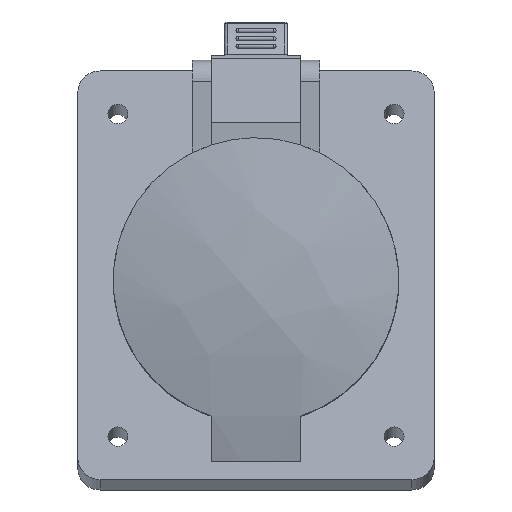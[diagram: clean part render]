
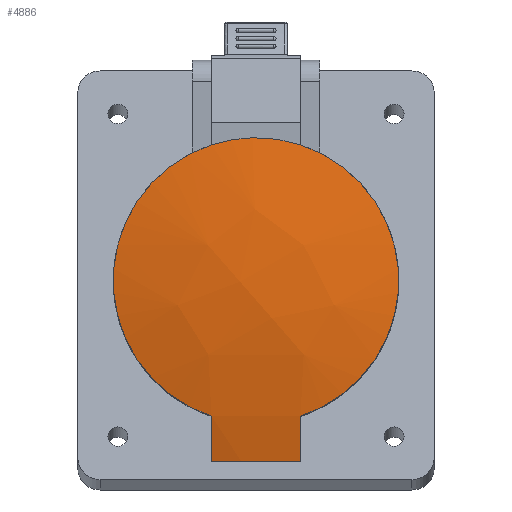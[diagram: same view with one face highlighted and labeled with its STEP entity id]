
A CAD part, top view. The second image highlights one B-rep face of the part: STEP entity #4886.
In plain terms, the highlighted free-form (B-spline) face has degree [3, 3] with [4, 4] control points.
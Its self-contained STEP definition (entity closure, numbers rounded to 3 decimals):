
#293 = CARTESIAN_POINT ( 'NONE',  ( -8.51, 31.3, 39.886 ) ) ;
#462 = CARTESIAN_POINT ( 'NONE',  ( -6.395, -0.683, 39.886 ) ) ;
#501 = EDGE_CURVE ( 'NONE', #2515, #9296, #1484, .T. ) ;
#575 = CARTESIAN_POINT ( 'NONE',  ( -17.523, -17.285, 45.713 ) ) ;
#1103 = ORIENTED_EDGE ( 'NONE', *, *, #6176, .T. ) ;
#1484 = B_SPLINE_CURVE_WITH_KNOTS ( 'NONE', 3,
 ( #10307, #12159, #2796, #13750 ),
 .UNSPECIFIED., .F., .F.,
 ( 4, 4 ),
 ( 0., 0.01 ),
 .UNSPECIFIED. ) ;
#1758 = ORIENTED_EDGE ( 'NONE', *, *, #6431, .T. ) ;
#1816 = CARTESIAN_POINT ( 'NONE',  ( 0.336, 30.697, 39.886 ) ) ;
#1866 = EDGE_CURVE ( 'NONE', #15043, #2166, #19834, .T. ) ;
#1901 = CARTESIAN_POINT ( 'NONE',  ( -10.619, 31.098, 39.886 ) ) ;
#2070 = DIRECTION ( 'NONE',  ( 0., -1., 0. ) ) ;
#2166 = VERTEX_POINT ( 'NONE', #8727 ) ;
#2187 = CARTESIAN_POINT ( 'NONE',  ( 26.605, 7.58, 41.544 ) ) ;
#2515 = VERTEX_POINT ( 'NONE', #14083 ) ;
#2725 = CARTESIAN_POINT ( 'NONE',  ( 3.605, 29.767, 39.886 ) ) ;
#2796 = CARTESIAN_POINT ( 'NONE',  ( -16.395, -37.895, 38.358 ) ) ;
#2835 =( BOUNDED_SURFACE ( )  B_SPLINE_SURFACE ( 3, 3, ( 
 ( #6837, #9912, #17835, #8389 ),
 ( #19388, #9982, #575, #11552 ),
 ( #2187, #13127, #3765, #14716 ),
 ( #5333, #16287, #6900, #17896 ) ),
 .UNSPECIFIED., .F., .F., .F. ) 
 B_SPLINE_SURFACE_WITH_KNOTS ( ( 4, 4 ),
 ( 4, 4 ),
 ( 0., 1. ),
 ( 0., 1. ),
 .UNSPECIFIED. ) 
 GEOMETRIC_REPRESENTATION_ITEM ( )  RATIONAL_B_SPLINE_SURFACE ( (
 ( 1., 0.984, 0.984, 1.),
 ( 0.98, 0.964, 0.964, 0.98),
 ( 0.98, 0.964, 0.964, 0.98),
 ( 1., 0.984, 0.984, 1.) ) ) 
 REPRESENTATION_ITEM ( '' )  SURFACE ( )  );
#3413 = CARTESIAN_POINT ( 'NONE',  ( 1.981, 30.3, 39.886 ) ) ;
#3470 = CARTESIAN_POINT ( 'NONE',  ( -14.771, 30.3, 39.886 ) ) ;
#3686 = CARTESIAN_POINT ( 'NONE',  ( -6.395, -0.683, 39.886 ) ) ;
#3765 = CARTESIAN_POINT ( 'NONE',  ( -17.573, 7.58, 46.403 ) ) ;
#4495 = CARTESIAN_POINT ( 'NONE',  ( 3.605, -31.133, 39.886 ) ) ;
#4886 = ADVANCED_FACE ( 'NONE', ( #15771 ), #2835, .T. ) ;
#5258 = DIRECTION ( 'NONE',  ( 0., -1., 0. ) ) ;
#5333 = CARTESIAN_POINT ( 'NONE',  ( 25.432, 31.862, 36.276 ) ) ;
#6176 = EDGE_CURVE ( 'NONE', #18928, #6635, #17441, .T. ) ;
#6374 = EDGE_CURVE ( 'NONE', #2166, #2515, #8655, .T. ) ;
#6431 = EDGE_CURVE ( 'NONE', #9296, #18928, #19746, .T. ) ;
#6563 = CARTESIAN_POINT ( 'NONE',  ( -2.992, 31.23, 39.886 ) ) ;
#6622 = CARTESIAN_POINT ( 'NONE',  ( 3.605, -41.233, 37.418 ) ) ;
#6635 = VERTEX_POINT ( 'NONE', #15553 ) ;
#6837 = CARTESIAN_POINT ( 'NONE',  ( 24.994, -41.233, 34.312 ) ) ;
#6900 = CARTESIAN_POINT ( 'NONE',  ( -17.176, 31.862, 40.963 ) ) ;
#6986 = DIRECTION ( 'NONE',  ( 0., 1., 0. ) ) ;
#8120 = CARTESIAN_POINT ( 'NONE',  ( -6.806, 31.367, 39.886 ) ) ;
#8389 = CARTESIAN_POINT ( 'NONE',  ( -37.785, -41.233, 34.312 ) ) ;
#8655 = CIRCLE ( 'NONE', #12983, 32.05 ) ;
#8727 = CARTESIAN_POINT ( 'NONE',  ( -16.395, 29.767, 39.886 ) ) ;
#9116 = CARTESIAN_POINT ( 'NONE',  ( 3.605, -37.895, 38.358 ) ) ;
#9296 = VERTEX_POINT ( 'NONE', #14277 ) ;
#9691 = CARTESIAN_POINT ( 'NONE',  ( -8.085, 31.325, 39.886 ) ) ;
#9912 = CARTESIAN_POINT ( 'NONE',  ( 4.237, -41.233, 38.935 ) ) ;
#9982 = CARTESIAN_POINT ( 'NONE',  ( 4.733, -17.285, 45.713 ) ) ;
#10116 = EDGE_CURVE ( 'NONE', #6635, #15043, #15821, .T. ) ;
#10307 = CARTESIAN_POINT ( 'NONE',  ( -16.395, -31.133, 39.886 ) ) ;
#10911 = ORIENTED_EDGE ( 'NONE', *, *, #501, .T. ) ;
#11261 = CARTESIAN_POINT ( 'NONE',  ( -9.779, 31.199, 39.886 ) ) ;
#11445 = DIRECTION ( 'NONE',  ( 0., 0., 1. ) ) ;
#11552 = CARTESIAN_POINT ( 'NONE',  ( -39.246, -17.285, 40.876 ) ) ;
#12159 = CARTESIAN_POINT ( 'NONE',  ( -16.395, -34.529, 39.18 ) ) ;
#12828 = CARTESIAN_POINT ( 'NONE',  ( -13.124, 30.698, 39.886 ) ) ;
#12983 = AXIS2_PLACEMENT_3D ( 'NONE', #462, #11445, #2070 ) ;
#13127 = CARTESIAN_POINT ( 'NONE',  ( 4.783, 7.58, 46.403 ) ) ;
#13597 = ORIENTED_EDGE ( 'NONE', *, *, #1866, .T. ) ;
#13750 = CARTESIAN_POINT ( 'NONE',  ( -16.395, -41.233, 37.418 ) ) ;
#13885 = CARTESIAN_POINT ( 'NONE',  ( 3.605, -41.233, 37.418 ) ) ;
#14083 = CARTESIAN_POINT ( 'NONE',  ( -16.395, -31.133, 39.886 ) ) ;
#14277 = CARTESIAN_POINT ( 'NONE',  ( -16.395, -41.233, 37.418 ) ) ;
#14454 = CARTESIAN_POINT ( 'NONE',  ( -16.395, 29.767, 39.886 ) ) ;
#14665 = DIRECTION ( 'NONE',  ( 0., 0., 1. ) ) ;
#14716 = CARTESIAN_POINT ( 'NONE',  ( -39.395, 7.58, 41.544 ) ) ;
#15043 = VERTEX_POINT ( 'NONE', #2725 ) ;
#15553 = CARTESIAN_POINT ( 'NONE',  ( 3.605, -31.133, 39.886 ) ) ;
#15771 = FACE_OUTER_BOUND ( 'NONE', #17634, .T. ) ;
#15821 = CIRCLE ( 'NONE', #18737, 32.05 ) ;
#15940 = CARTESIAN_POINT ( 'NONE',  ( 3.605, 29.767, 39.886 ) ) ;
#16287 = CARTESIAN_POINT ( 'NONE',  ( 4.386, 31.862, 40.963 ) ) ;
#16377 = CARTESIAN_POINT ( 'NONE',  ( -6.395, -41.233, -106.65 ) ) ;
#17234 = AXIS2_PLACEMENT_3D ( 'NONE', #16377, #6986, #17972 ) ;
#17441 = B_SPLINE_CURVE_WITH_KNOTS ( 'NONE', 3,
 ( #13885, #9116, #18564, #4495 ),
 .UNSPECIFIED., .F., .F.,
 ( 4, 4 ),
 ( 0., 0.01 ),
 .UNSPECIFIED. ) ;
#17535 = CARTESIAN_POINT ( 'NONE',  ( -4.676, 31.366, 39.886 ) ) ;
#17634 = EDGE_LOOP ( 'NONE', ( #1758, #1103, #20054, #13597, #17790, #10911 ) ) ;
#17790 = ORIENTED_EDGE ( 'NONE', *, *, #6374, .T. ) ;
#17835 = CARTESIAN_POINT ( 'NONE',  ( -17.028, -41.233, 38.935 ) ) ;
#17896 = CARTESIAN_POINT ( 'NONE',  ( -38.222, 31.862, 36.276 ) ) ;
#17972 = DIRECTION ( 'NONE',  ( 0., 0., -1. ) ) ;
#18564 = CARTESIAN_POINT ( 'NONE',  ( 3.605, -34.529, 39.18 ) ) ;
#18737 = AXIS2_PLACEMENT_3D ( 'NONE', #3686, #14665, #5258 ) ;
#18928 = VERTEX_POINT ( 'NONE', #6622 ) ;
#19122 = CARTESIAN_POINT ( 'NONE',  ( -7.234, 31.358, 39.886 ) ) ;
#19388 = CARTESIAN_POINT ( 'NONE',  ( 26.456, -17.285, 40.876 ) ) ;
#19746 = CIRCLE ( 'NONE', #17234, 144.415 ) ;
#19834 = B_SPLINE_CURVE_WITH_KNOTS ( 'NONE', 3,
 ( #15940, #3413, #1816, #6563, #17535, #8120, #19122, #9691, #293, #11261, #1901, #12828, #3470, #14454 ),
 .UNSPECIFIED., .F., .F.,
 ( 4, 2, 2, 2, 2, 2, 4 ),
 ( 0., 0.005, 0.01, 0.011, 0.013, 0.015, 0.02 ),
 .UNSPECIFIED. ) ;
#20054 = ORIENTED_EDGE ( 'NONE', *, *, #10116, .T. ) ;
